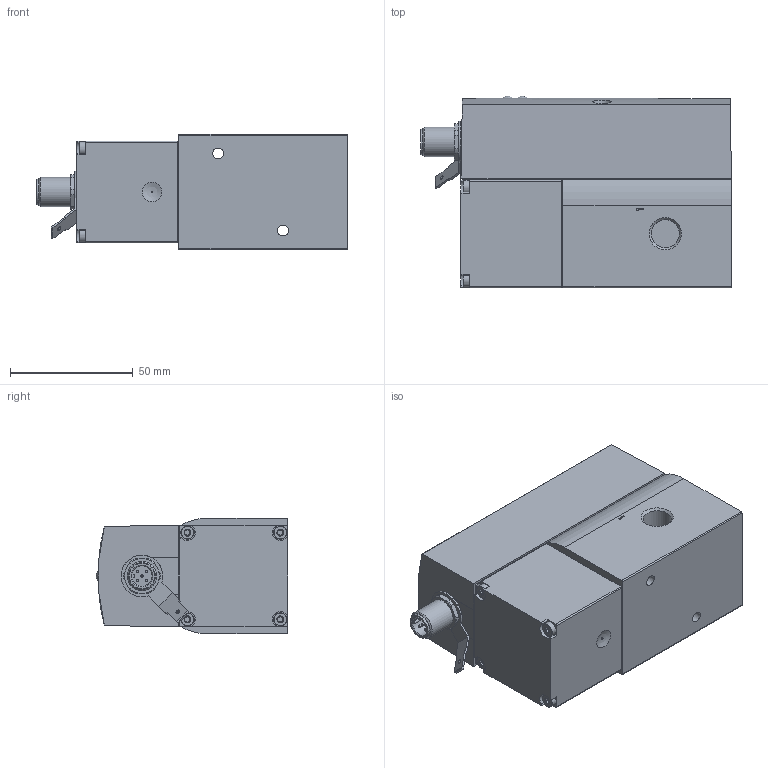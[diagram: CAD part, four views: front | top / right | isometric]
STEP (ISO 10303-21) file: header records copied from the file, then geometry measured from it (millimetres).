
FILE_DESCRIPTION(/* description */ ('STEP AP214'),/* implementation_level */ '2;1');
FILE_NAME(/* name */ '8024261_VPPM-8L-L-1-G14-0L2H-LK-S1',/* time_stamp */ '2024-09-17T03:41:13+02:00',/* author */ ('License CC BY-ND 4.0'),/* organization */ ('CADENAS'),/* preprocessor_version */ 'ST-DEVELOPER v19.3',/* originating_system */ 'PARTsolutions',/* authorisation */ ' ');
FILE_SCHEMA (('AUTOMOTIVE_DESIGN {1 0 10303 214 3 1 1}'));
Length unit declared in the file: millimetre
Products named in the file (1): 8024261 VPPM-8L-L-1-G14-0L2H-LK-S1
Bounding box: 126.9 x 78.18 x 47 mm (x, y, z)
Volume: 356783.7 mm3; surface area: 38780.1 mm2
Topology: 1 solids, 2 shells, 240 faces, 552 edges, 347 vertices
Faces by surface type: plane 104, cylinder 87, cone 42, torus 4, sphere 3
Full cylindrical faces by diameter (mm): 1 x5, 1.8 x1, 4.4 x2, 5.5 x4, 7.5 x2, 8.3 x1, 10.4 x1, 11.445 x3, 12 x2, 12.3 x1, 22 x1, 23 x1
Entity records: 8344 total; most frequent: CARTESIAN_POINT 1302, DIRECTION 1139, ORIENTED_EDGE 1022, EDGE_CURVE 511, AXIS2_PLACEMENT_3D 439, VERTEX_POINT 341, EDGE_LOOP 314, FACE_BOUND 314
